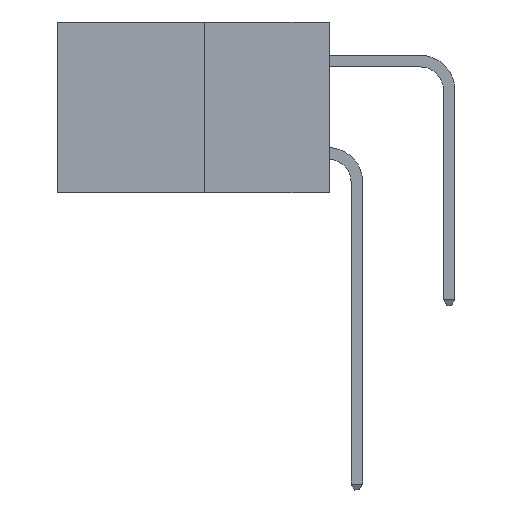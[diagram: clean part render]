
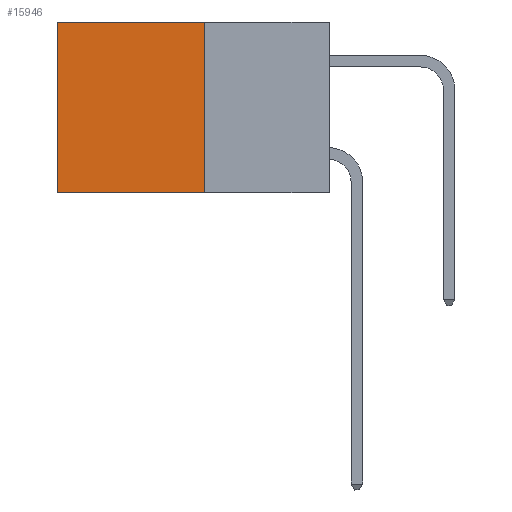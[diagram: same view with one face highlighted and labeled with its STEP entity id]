
A CAD part, left-side view. The second image highlights one B-rep face of the part: STEP entity #15946.
In plain terms, the highlighted planar face has unit normal (-1, 0, 0).
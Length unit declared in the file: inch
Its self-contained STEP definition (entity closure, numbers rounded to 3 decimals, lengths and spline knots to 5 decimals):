
#270 = EDGE_CURVE ( 'NONE', #28015, #2039, #5457, .T. ) ;
#2039 = VERTEX_POINT ( 'NONE', #14527 ) ;
#2817 = DIRECTION ( 'NONE',  ( 0., 0., -1. ) ) ;
#5457 = LINE ( 'NONE', #32239, #25039 ) ;
#5942 = DIRECTION ( 'NONE',  ( 0., 0., -1. ) ) ;
#6679 = VECTOR ( 'NONE', #21013, 39.37008 ) ;
#7267 = AXIS2_PLACEMENT_3D ( 'NONE', #7889, #18169, #2817 ) ;
#7347 = CARTESIAN_POINT ( 'NONE',  ( 0.277, 0.59, 0. ) ) ;
#7889 = CARTESIAN_POINT ( 'NONE',  ( 0.277, 0.27, -0.37 ) ) ;
#8892 = EDGE_LOOP ( 'NONE', ( #31809, #26205, #17279, #18186 ) ) ;
#10608 = VERTEX_POINT ( 'NONE', #16719 ) ;
#10837 = EDGE_CURVE ( 'NONE', #14280, #2039, #25443, .T. ) ;
#12773 = FACE_OUTER_BOUND ( 'NONE', #8892, .T. ) ;
#14125 = CARTESIAN_POINT ( 'NONE',  ( 0.277, 0.27, -0.37 ) ) ;
#14280 = VERTEX_POINT ( 'NONE', #14125 ) ;
#14527 = CARTESIAN_POINT ( 'NONE',  ( 0.277, 0.59, -0.37 ) ) ;
#15875 = CARTESIAN_POINT ( 'NONE',  ( 0.277, 0.27, 0. ) ) ;
#15946 = ADVANCED_FACE ( 'NONE', ( #12773 ), #20611, .F. ) ;
#16719 = CARTESIAN_POINT ( 'NONE',  ( 0.277, 0.27, 0. ) ) ;
#17279 = ORIENTED_EDGE ( 'NONE', *, *, #28854, .F. ) ;
#17612 = CARTESIAN_POINT ( 'NONE',  ( 0.277, 0.27, -0.37 ) ) ;
#18001 = EDGE_CURVE ( 'NONE', #10608, #28015, #27043, .T. ) ;
#18169 = DIRECTION ( 'NONE',  ( 1., 0., 0. ) ) ;
#18186 = ORIENTED_EDGE ( 'NONE', *, *, #18001, .T. ) ;
#20611 = PLANE ( 'NONE',  #7267 ) ;
#21013 = DIRECTION ( 'NONE',  ( 0., 1., 0. ) ) ;
#21175 = LINE ( 'NONE', #23830, #30472 ) ;
#23830 = CARTESIAN_POINT ( 'NONE',  ( 0.277, 0.27, -0.37 ) ) ;
#25039 = VECTOR ( 'NONE', #31142, 39.37008 ) ;
#25443 = LINE ( 'NONE', #17612, #32886 ) ;
#26205 = ORIENTED_EDGE ( 'NONE', *, *, #10837, .F. ) ;
#27043 = LINE ( 'NONE', #15875, #6679 ) ;
#28015 = VERTEX_POINT ( 'NONE', #7347 ) ;
#28854 = EDGE_CURVE ( 'NONE', #10608, #14280, #21175, .T. ) ;
#30239 = DIRECTION ( 'NONE',  ( 0., 1., 0. ) ) ;
#30472 = VECTOR ( 'NONE', #5942, 39.37008 ) ;
#31142 = DIRECTION ( 'NONE',  ( 0., 0., -1. ) ) ;
#31809 = ORIENTED_EDGE ( 'NONE', *, *, #270, .T. ) ;
#32239 = CARTESIAN_POINT ( 'NONE',  ( 0.277, 0.59, -0.37 ) ) ;
#32886 = VECTOR ( 'NONE', #30239, 39.37008 ) ;
